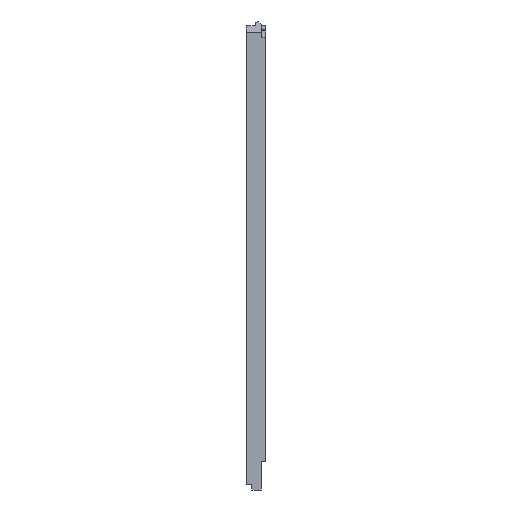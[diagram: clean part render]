
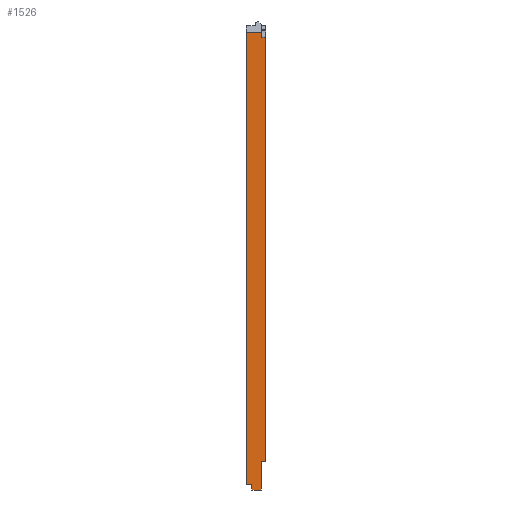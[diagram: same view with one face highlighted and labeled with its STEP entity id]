
A CAD part, left-side view. The second image highlights one B-rep face of the part: STEP entity #1526.
In plain terms, the highlighted planar face has unit normal (-1, 0, 0).
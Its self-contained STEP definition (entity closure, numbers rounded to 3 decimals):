
#59 = DIRECTION ( 'NONE',  ( 0., -1., 0. ) ) ;
#98 = DIRECTION ( 'NONE',  ( 0., 0., -1. ) ) ;
#125 = CARTESIAN_POINT ( 'NONE',  ( -253., -4.3, 175.55 ) ) ;
#166 = VERTEX_POINT ( 'NONE', #125 ) ;
#194 = CARTESIAN_POINT ( 'NONE',  ( -253., 7.5, -179.55 ) ) ;
#228 = ORIENTED_EDGE ( 'NONE', *, *, #1686, .T. ) ;
#244 = CARTESIAN_POINT ( 'NONE',  ( -253., -7.4, 171.55 ) ) ;
#278 = DIRECTION ( 'NONE',  ( 0., -1., 0. ) ) ;
#287 = ORIENTED_EDGE ( 'NONE', *, *, #290, .F. ) ;
#290 = EDGE_CURVE ( 'NONE', #1975, #1306, #1825, .T. ) ;
#323 = CARTESIAN_POINT ( 'NONE',  ( -253., -4.3, 171.55 ) ) ;
#365 = CARTESIAN_POINT ( 'NONE',  ( -253., 3.2, -179.55 ) ) ;
#417 = VERTEX_POINT ( 'NONE', #2177 ) ;
#475 = VERTEX_POINT ( 'NONE', #2103 ) ;
#476 = ORIENTED_EDGE ( 'NONE', *, *, #2360, .T. ) ;
#536 = LINE ( 'NONE', #1868, #1130 ) ;
#554 = LINE ( 'NONE', #807, #1497 ) ;
#574 = VERTEX_POINT ( 'NONE', #1919 ) ;
#575 = CARTESIAN_POINT ( 'NONE',  ( -253., 7.5, -179.55 ) ) ;
#587 = LINE ( 'NONE', #323, #3095 ) ;
#729 = VECTOR ( 'NONE', #2372, 1000. ) ;
#735 = ORIENTED_EDGE ( 'NONE', *, *, #1121, .T. ) ;
#741 = VECTOR ( 'NONE', #2814, 1000. ) ;
#766 = FACE_OUTER_BOUND ( 'NONE', #1989, .T. ) ;
#800 = CARTESIAN_POINT ( 'NONE',  ( -253., -4.3, -183.55 ) ) ;
#804 = LINE ( 'NONE', #2080, #2553 ) ;
#807 = CARTESIAN_POINT ( 'NONE',  ( -253., -4.3, 171.55 ) ) ;
#859 = DIRECTION ( 'NONE',  ( 0., -1., 0. ) ) ;
#910 = EDGE_CURVE ( 'NONE', #1865, #1771, #2662, .T. ) ;
#924 = VERTEX_POINT ( 'NONE', #1569 ) ;
#1044 = LINE ( 'NONE', #3358, #729 ) ;
#1103 = ORIENTED_EDGE ( 'NONE', *, *, #2996, .F. ) ;
#1121 = EDGE_CURVE ( 'NONE', #1771, #2840, #2048, .T. ) ;
#1130 = VECTOR ( 'NONE', #2115, 1000. ) ;
#1186 = EDGE_CURVE ( 'NONE', #924, #1975, #554, .T. ) ;
#1208 = DIRECTION ( 'NONE',  ( 0., 0., -1. ) ) ;
#1209 = LINE ( 'NONE', #1481, #741 ) ;
#1232 = DIRECTION ( 'NONE',  ( 0., 0., -1. ) ) ;
#1242 = ORIENTED_EDGE ( 'NONE', *, *, #2893, .F. ) ;
#1270 = EDGE_CURVE ( 'NONE', #417, #574, #1044, .T. ) ;
#1306 = VERTEX_POINT ( 'NONE', #2623 ) ;
#1332 = DIRECTION ( 'NONE',  ( 0., 0., 1. ) ) ;
#1481 = CARTESIAN_POINT ( 'NONE',  ( -253., 0.5, 175.55 ) ) ;
#1497 = VECTOR ( 'NONE', #1564, 1000. ) ;
#1513 = VECTOR ( 'NONE', #859, 1000. ) ;
#1526 = ADVANCED_FACE ( 'NONE', ( #766 ), #1813, .T. ) ;
#1564 = DIRECTION ( 'NONE',  ( 0., -1., 0. ) ) ;
#1569 = CARTESIAN_POINT ( 'NONE',  ( -253., -4.3, 171.55 ) ) ;
#1596 = EDGE_CURVE ( 'NONE', #475, #2113, #1629, .T. ) ;
#1629 = LINE ( 'NONE', #800, #2806 ) ;
#1680 = ORIENTED_EDGE ( 'NONE', *, *, #1596, .T. ) ;
#1686 = EDGE_CURVE ( 'NONE', #2113, #574, #3160, .T. ) ;
#1696 = CARTESIAN_POINT ( 'NONE',  ( -253., 7.5, 175.55 ) ) ;
#1718 = VECTOR ( 'NONE', #1232, 1000. ) ;
#1771 = VERTEX_POINT ( 'NONE', #365 ) ;
#1813 = PLANE ( 'NONE',  #3082 ) ;
#1825 = LINE ( 'NONE', #3366, #1718 ) ;
#1865 = VERTEX_POINT ( 'NONE', #194 ) ;
#1868 = CARTESIAN_POINT ( 'NONE',  ( -253., -7.5, -183.55 ) ) ;
#1919 = CARTESIAN_POINT ( 'NONE',  ( -253., -7.5, -161.55 ) ) ;
#1975 = VERTEX_POINT ( 'NONE', #244 ) ;
#1989 = EDGE_LOOP ( 'NONE', ( #1103, #287, #2137, #1242, #476, #3304, #3202, #735, #2946, #1680, #228, #2273 ) ) ;
#2040 = CARTESIAN_POINT ( 'NONE',  ( -253., 7.5, 183.55 ) ) ;
#2048 = LINE ( 'NONE', #3286, #2747 ) ;
#2067 = CARTESIAN_POINT ( 'NONE',  ( -253., 3.2, -183.55 ) ) ;
#2080 = CARTESIAN_POINT ( 'NONE',  ( -253., 7.5, 183.55 ) ) ;
#2103 = CARTESIAN_POINT ( 'NONE',  ( -253., -4.3, -183.55 ) ) ;
#2113 = VERTEX_POINT ( 'NONE', #3188 ) ;
#2115 = DIRECTION ( 'NONE',  ( 0., 1., 0. ) ) ;
#2137 = ORIENTED_EDGE ( 'NONE', *, *, #1186, .F. ) ;
#2177 = CARTESIAN_POINT ( 'NONE',  ( -253., -7.5, 101.55 ) ) ;
#2273 = ORIENTED_EDGE ( 'NONE', *, *, #1270, .F. ) ;
#2331 = VECTOR ( 'NONE', #59, 1000. ) ;
#2360 = EDGE_CURVE ( 'NONE', #166, #3026, #1209, .T. ) ;
#2366 = CARTESIAN_POINT ( 'NONE',  ( -253., -7.5, -161.55 ) ) ;
#2372 = DIRECTION ( 'NONE',  ( 0., 0., -1. ) ) ;
#2451 = LINE ( 'NONE', #3200, #1513 ) ;
#2553 = VECTOR ( 'NONE', #3114, 1000. ) ;
#2598 = VECTOR ( 'NONE', #278, 1000. ) ;
#2623 = CARTESIAN_POINT ( 'NONE',  ( -253., -7.4, 101.55 ) ) ;
#2662 = LINE ( 'NONE', #575, #2598 ) ;
#2747 = VECTOR ( 'NONE', #1208, 1000. ) ;
#2787 = EDGE_CURVE ( 'NONE', #1865, #3026, #804, .T. ) ;
#2806 = VECTOR ( 'NONE', #1332, 1000. ) ;
#2814 = DIRECTION ( 'NONE',  ( 0., 1., 0. ) ) ;
#2833 = EDGE_CURVE ( 'NONE', #475, #2840, #536, .T. ) ;
#2840 = VERTEX_POINT ( 'NONE', #2067 ) ;
#2893 = EDGE_CURVE ( 'NONE', #166, #924, #587, .T. ) ;
#2946 = ORIENTED_EDGE ( 'NONE', *, *, #2833, .F. ) ;
#2996 = EDGE_CURVE ( 'NONE', #1306, #417, #2451, .T. ) ;
#3026 = VERTEX_POINT ( 'NONE', #1696 ) ;
#3061 = DIRECTION ( 'NONE',  ( -1., 0., 0. ) ) ;
#3076 = DIRECTION ( 'NONE',  ( 0., 0., 1. ) ) ;
#3082 = AXIS2_PLACEMENT_3D ( 'NONE', #2040, #3061, #3076 ) ;
#3095 = VECTOR ( 'NONE', #98, 1000. ) ;
#3114 = DIRECTION ( 'NONE',  ( 0., 0., 1. ) ) ;
#3160 = LINE ( 'NONE', #2366, #2331 ) ;
#3188 = CARTESIAN_POINT ( 'NONE',  ( -253., -4.3, -161.55 ) ) ;
#3200 = CARTESIAN_POINT ( 'NONE',  ( -253., -7.4, 101.55 ) ) ;
#3202 = ORIENTED_EDGE ( 'NONE', *, *, #910, .T. ) ;
#3286 = CARTESIAN_POINT ( 'NONE',  ( -253., 3.2, -183.55 ) ) ;
#3304 = ORIENTED_EDGE ( 'NONE', *, *, #2787, .F. ) ;
#3358 = CARTESIAN_POINT ( 'NONE',  ( -253., -7.5, 183.55 ) ) ;
#3366 = CARTESIAN_POINT ( 'NONE',  ( -253., -7.4, 101.55 ) ) ;
